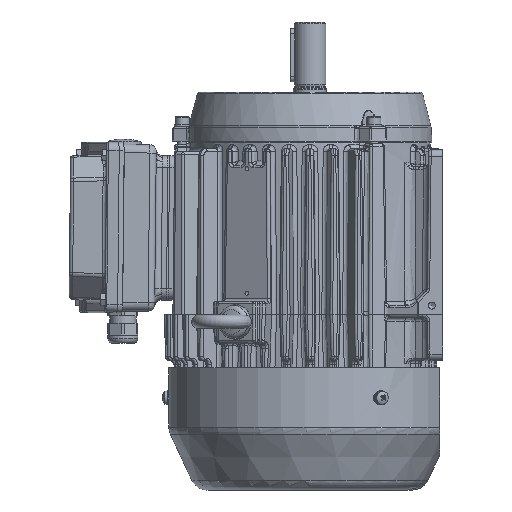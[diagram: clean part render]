
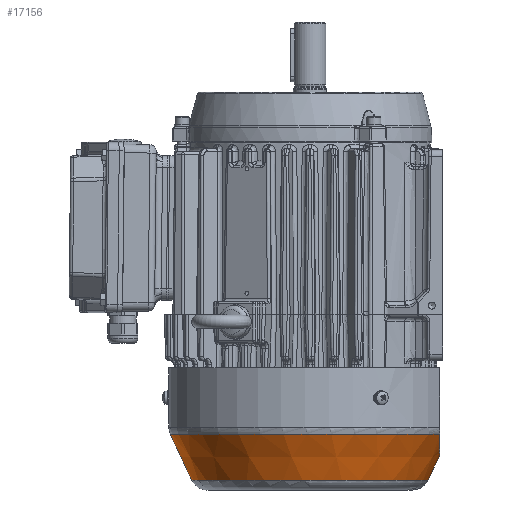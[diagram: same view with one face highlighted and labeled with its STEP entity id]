
A CAD part, left-side view. The second image highlights one B-rep face of the part: STEP entity #17156.
In plain terms, the highlighted conical face has half-angle 25 degrees and reference radius 71.063 mm.
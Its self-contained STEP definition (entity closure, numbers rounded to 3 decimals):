
#11623=B_SPLINE_CURVE_WITH_KNOTS('',3,(#102980,#102981,#102982,#102983,
#102984,#102985,#102986,#102987,#102988,#102989,#102990,#102991,#102992,
#102993,#102994,#102995,#102996,#102997,#102998,#102999,#103000,#103001,
#103002,#103003,#103004,#103005,#103006,#103007,#103008,#103009,#103010,
#103011,#103012,#103013,#103014,#103015),.UNSPECIFIED.,.F.,.F.,(4,2,2,1,
2,2,2,2,2,2,2,2,2,2,2,1,2,2,4),(0.,0.125,0.188,0.219,0.234,0.25,0.312,
0.344,0.375,0.5,0.625,
0.656,0.687,0.75,0.766,
0.781,0.812,0.875,1.),.UNSPECIFIED.);
#12493=CONICAL_SURFACE('',#57216,71.063,25.);
#17156=ADVANCED_FACE('',(#18786,#18787),#12493,.T.);
#18786=FACE_BOUND('',#21024,.T.);
#18787=FACE_BOUND('',#21025,.T.);
#21024=EDGE_LOOP('',(#31064));
#21025=EDGE_LOOP('',(#31065,#31066));
#31064=ORIENTED_EDGE('',*,*,#46338,.F.);
#31065=ORIENTED_EDGE('',*,*,#47350,.T.);
#31066=ORIENTED_EDGE('',*,*,#46333,.T.);
#39335=VERTEX_POINT('',#102979);
#39336=VERTEX_POINT('',#103016);
#39339=VERTEX_POINT('',#103067);
#46333=EDGE_CURVE('',#39336,#39335,#11623,.T.);
#46338=EDGE_CURVE('',#39339,#39339,#52118,.T.);
#47350=EDGE_CURVE('',#39335,#39336,#52410,.T.);
#52118=CIRCLE('',#56584,71.063);
#52410=CIRCLE('',#57215,84.063);
#56584=AXIS2_PLACEMENT_3D('',#103066,#66085,#66086);
#57215=AXIS2_PLACEMENT_3D('',#105093,#68067,#68068);
#57216=AXIS2_PLACEMENT_3D('',#105094,#68069,#68070);
#66085=DIRECTION('',(0.,0.,-1.));
#66086=DIRECTION('',(0.001,1.,0.));
#68067=DIRECTION('',(0.,0.,-1.));
#68068=DIRECTION('',(0.001,1.,0.));
#68069=DIRECTION('',(0.,0.,1.));
#68070=DIRECTION('',(-0.001,-1.,0.));
#102979=CARTESIAN_POINT('',(-51.629,-98.159,-174.96));
#102980=CARTESIAN_POINT('',(11.064,-98.23,-174.96));
#102981=CARTESIAN_POINT('',(8.598,-98.227,-176.932));
#102982=CARTESIAN_POINT('',(6.16,-98.223,-178.683));
#102983=CARTESIAN_POINT('',(2.524,-98.219,-180.978));
#102984=CARTESIAN_POINT('',(1.316,-98.218,-181.687));
#102985=CARTESIAN_POINT('',(-0.494,-98.216,-182.668));
#102986=CARTESIAN_POINT('',(-1.398,-98.215,-183.138));
#102987=CARTESIAN_POINT('',(-2.302,-98.214,-183.577));
#102988=CARTESIAN_POINT('',(-2.905,-98.214,-183.862));
#102989=CARTESIAN_POINT('',(-3.166,-98.213,-183.984));
#102990=CARTESIAN_POINT('',(-4.873,-98.211,-184.753));
#102991=CARTESIAN_POINT('',(-6.233,-98.21,-185.295));
#102992=CARTESIAN_POINT('',(-8.271,-98.208,-185.997));
#102993=CARTESIAN_POINT('',(-8.949,-98.207,-186.212));
#102994=CARTESIAN_POINT('',(-10.306,-98.205,-186.606));
#102995=CARTESIAN_POINT('',(-10.949,-98.205,-186.776));
#102996=CARTESIAN_POINT('',(-14.522,-98.201,-187.617));
#102997=CARTESIAN_POINT('',(-17.347,-98.197,-187.957));
#102998=CARTESIAN_POINT('',(-23.079,-98.191,-187.968));
#102999=CARTESIAN_POINT('',(-25.931,-98.188,-187.636));
#103000=CARTESIAN_POINT('',(-29.521,-98.184,-186.8));
#103001=CARTESIAN_POINT('',(-30.163,-98.183,-186.632));
#103002=CARTESIAN_POINT('',(-31.521,-98.181,-186.241));
#103003=CARTESIAN_POINT('',(-32.199,-98.18,-186.028));
#103004=CARTESIAN_POINT('',(-34.237,-98.178,-185.331));
#103005=CARTESIAN_POINT('',(-35.598,-98.177,-184.792));
#103006=CARTESIAN_POINT('',(-37.305,-98.175,-184.026));
#103007=CARTESIAN_POINT('',(-37.574,-98.174,-183.902));
#103008=CARTESIAN_POINT('',(-38.18,-98.174,-183.616));
#103009=CARTESIAN_POINT('',(-39.09,-98.173,-183.177));
#103010=CARTESIAN_POINT('',(-40.,-98.171,-182.706));
#103011=CARTESIAN_POINT('',(-41.821,-98.169,-181.722));
#103012=CARTESIAN_POINT('',(-43.036,-98.168,-181.009));
#103013=CARTESIAN_POINT('',(-46.694,-98.164,-178.705));
#103014=CARTESIAN_POINT('',(-49.147,-98.161,-176.944));
#103015=CARTESIAN_POINT('',(-51.629,-98.159,-174.96));
#103016=CARTESIAN_POINT('',(11.064,-98.23,-174.96));
#103066=CARTESIAN_POINT('',(-20.194,-20.194,-202.838));
#103067=CARTESIAN_POINT('',(-20.114,50.869,-202.838));
#105093=CARTESIAN_POINT('',(-20.194,-20.194,-174.96));
#105094=CARTESIAN_POINT('',(-20.194,-20.194,-202.838));
